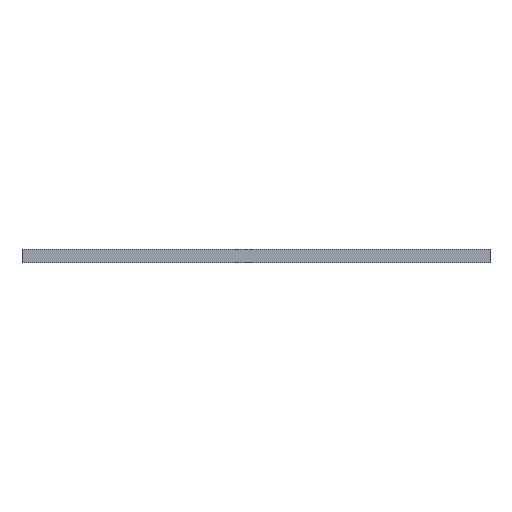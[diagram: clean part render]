
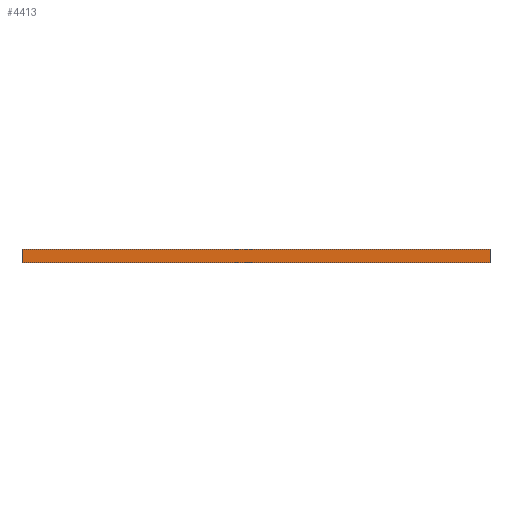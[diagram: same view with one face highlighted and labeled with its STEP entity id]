
A CAD part, front view. The second image highlights one B-rep face of the part: STEP entity #4413.
In plain terms, the highlighted planar face has unit normal (0, -1, 0).
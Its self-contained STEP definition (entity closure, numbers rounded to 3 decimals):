
#83 = PLANE('',#84);
#84 = AXIS2_PLACEMENT_3D('',#85,#86,#87);
#85 = CARTESIAN_POINT('',(149.165,-105.187,1.6));
#86 = DIRECTION('',(-0.,-0.,-1.));
#87 = DIRECTION('',(-1.,0.,0.));
#137 = PLANE('',#138);
#138 = AXIS2_PLACEMENT_3D('',#139,#140,#141);
#139 = CARTESIAN_POINT('',(149.165,-105.187,0.));
#140 = DIRECTION('',(-0.,-0.,-1.));
#141 = DIRECTION('',(-1.,0.,0.));
#268 = PLANE('',#269);
#269 = AXIS2_PLACEMENT_3D('',#270,#271,#272);
#270 = CARTESIAN_POINT('',(176.924,-121.895,0.));
#271 = DIRECTION('',(1.,0.002,-0.));
#272 = DIRECTION('',(0.002,-1.,0.));
#307 = VERTEX_POINT('',#308);
#308 = CARTESIAN_POINT('',(176.949,-138.024,0.));
#329 = EDGE_CURVE('',#307,#330,#332,.T.);
#330 = VERTEX_POINT('',#331);
#331 = CARTESIAN_POINT('',(120.053,-138.024,0.));
#332 = SURFACE_CURVE('',#333,(#337,#344),.PCURVE_S1.);
#333 = LINE('',#334,#335);
#334 = CARTESIAN_POINT('',(176.949,-138.024,0.));
#335 = VECTOR('',#336,1.);
#336 = DIRECTION('',(-1.,0.,0.));
#337 = PCURVE('',#137,#338);
#338 = DEFINITIONAL_REPRESENTATION('',(#339),#343);
#339 = LINE('',#340,#341);
#340 = CARTESIAN_POINT('',(-27.784,-32.837));
#341 = VECTOR('',#342,1.);
#342 = DIRECTION('',(1.,0.));
#343 = ( GEOMETRIC_REPRESENTATION_CONTEXT(2) 
PARAMETRIC_REPRESENTATION_CONTEXT() REPRESENTATION_CONTEXT('2D SPACE',''
  ) );
#344 = PCURVE('',#345,#350);
#345 = PLANE('',#346);
#346 = AXIS2_PLACEMENT_3D('',#347,#348,#349);
#347 = CARTESIAN_POINT('',(176.949,-138.024,0.));
#348 = DIRECTION('',(0.,-1.,0.));
#349 = DIRECTION('',(-1.,0.,0.));
#350 = DEFINITIONAL_REPRESENTATION('',(#351),#355);
#351 = LINE('',#352,#353);
#352 = CARTESIAN_POINT('',(0.,-0.));
#353 = VECTOR('',#354,1.);
#354 = DIRECTION('',(1.,0.));
#355 = ( GEOMETRIC_REPRESENTATION_CONTEXT(2) 
PARAMETRIC_REPRESENTATION_CONTEXT() REPRESENTATION_CONTEXT('2D SPACE',''
  ) );
#373 = PLANE('',#374);
#374 = AXIS2_PLACEMENT_3D('',#375,#376,#377);
#375 = CARTESIAN_POINT('',(120.053,-138.024,0.));
#376 = DIRECTION('',(-1.,0.,0.));
#377 = DIRECTION('',(0.,1.,0.));
#2478 = VERTEX_POINT('',#2479);
#2479 = CARTESIAN_POINT('',(176.949,-138.024,1.6));
#2500 = EDGE_CURVE('',#2478,#2501,#2503,.T.);
#2501 = VERTEX_POINT('',#2502);
#2502 = CARTESIAN_POINT('',(120.053,-138.024,1.6));
#2503 = SURFACE_CURVE('',#2504,(#2508,#2515),.PCURVE_S1.);
#2504 = LINE('',#2505,#2506);
#2505 = CARTESIAN_POINT('',(176.949,-138.024,1.6));
#2506 = VECTOR('',#2507,1.);
#2507 = DIRECTION('',(-1.,0.,0.));
#2508 = PCURVE('',#83,#2509);
#2509 = DEFINITIONAL_REPRESENTATION('',(#2510),#2514);
#2510 = LINE('',#2511,#2512);
#2511 = CARTESIAN_POINT('',(-27.784,-32.837));
#2512 = VECTOR('',#2513,1.);
#2513 = DIRECTION('',(1.,0.));
#2514 = ( GEOMETRIC_REPRESENTATION_CONTEXT(2) 
PARAMETRIC_REPRESENTATION_CONTEXT() REPRESENTATION_CONTEXT('2D SPACE',''
  ) );
#2515 = PCURVE('',#345,#2516);
#2516 = DEFINITIONAL_REPRESENTATION('',(#2517),#2521);
#2517 = LINE('',#2518,#2519);
#2518 = CARTESIAN_POINT('',(0.,-1.6));
#2519 = VECTOR('',#2520,1.);
#2520 = DIRECTION('',(1.,0.));
#2521 = ( GEOMETRIC_REPRESENTATION_CONTEXT(2) 
PARAMETRIC_REPRESENTATION_CONTEXT() REPRESENTATION_CONTEXT('2D SPACE',''
  ) );
#4365 = EDGE_CURVE('',#307,#2478,#4366,.T.);
#4366 = SURFACE_CURVE('',#4367,(#4371,#4378),.PCURVE_S1.);
#4367 = LINE('',#4368,#4369);
#4368 = CARTESIAN_POINT('',(176.949,-138.024,0.));
#4369 = VECTOR('',#4370,1.);
#4370 = DIRECTION('',(0.,0.,1.));
#4371 = PCURVE('',#268,#4372);
#4372 = DEFINITIONAL_REPRESENTATION('',(#4373),#4377);
#4373 = LINE('',#4374,#4375);
#4374 = CARTESIAN_POINT('',(16.129,0.));
#4375 = VECTOR('',#4376,1.);
#4376 = DIRECTION('',(0.,-1.));
#4377 = ( GEOMETRIC_REPRESENTATION_CONTEXT(2) 
PARAMETRIC_REPRESENTATION_CONTEXT() REPRESENTATION_CONTEXT('2D SPACE',''
  ) );
#4378 = PCURVE('',#345,#4379);
#4379 = DEFINITIONAL_REPRESENTATION('',(#4380),#4384);
#4380 = LINE('',#4381,#4382);
#4381 = CARTESIAN_POINT('',(0.,-0.));
#4382 = VECTOR('',#4383,1.);
#4383 = DIRECTION('',(0.,-1.));
#4384 = ( GEOMETRIC_REPRESENTATION_CONTEXT(2) 
PARAMETRIC_REPRESENTATION_CONTEXT() REPRESENTATION_CONTEXT('2D SPACE',''
  ) );
#4413 = ADVANCED_FACE('',(#4414),#345,.T.);
#4414 = FACE_BOUND('',#4415,.T.);
#4415 = EDGE_LOOP('',(#4416,#4417,#4418,#4439));
#4416 = ORIENTED_EDGE('',*,*,#4365,.T.);
#4417 = ORIENTED_EDGE('',*,*,#2500,.T.);
#4418 = ORIENTED_EDGE('',*,*,#4419,.F.);
#4419 = EDGE_CURVE('',#330,#2501,#4420,.T.);
#4420 = SURFACE_CURVE('',#4421,(#4425,#4432),.PCURVE_S1.);
#4421 = LINE('',#4422,#4423);
#4422 = CARTESIAN_POINT('',(120.053,-138.024,0.));
#4423 = VECTOR('',#4424,1.);
#4424 = DIRECTION('',(0.,0.,1.));
#4425 = PCURVE('',#345,#4426);
#4426 = DEFINITIONAL_REPRESENTATION('',(#4427),#4431);
#4427 = LINE('',#4428,#4429);
#4428 = CARTESIAN_POINT('',(56.896,0.));
#4429 = VECTOR('',#4430,1.);
#4430 = DIRECTION('',(0.,-1.));
#4431 = ( GEOMETRIC_REPRESENTATION_CONTEXT(2) 
PARAMETRIC_REPRESENTATION_CONTEXT() REPRESENTATION_CONTEXT('2D SPACE',''
  ) );
#4432 = PCURVE('',#373,#4433);
#4433 = DEFINITIONAL_REPRESENTATION('',(#4434),#4438);
#4434 = LINE('',#4435,#4436);
#4435 = CARTESIAN_POINT('',(0.,0.));
#4436 = VECTOR('',#4437,1.);
#4437 = DIRECTION('',(0.,-1.));
#4438 = ( GEOMETRIC_REPRESENTATION_CONTEXT(2) 
PARAMETRIC_REPRESENTATION_CONTEXT() REPRESENTATION_CONTEXT('2D SPACE',''
  ) );
#4439 = ORIENTED_EDGE('',*,*,#329,.F.);
